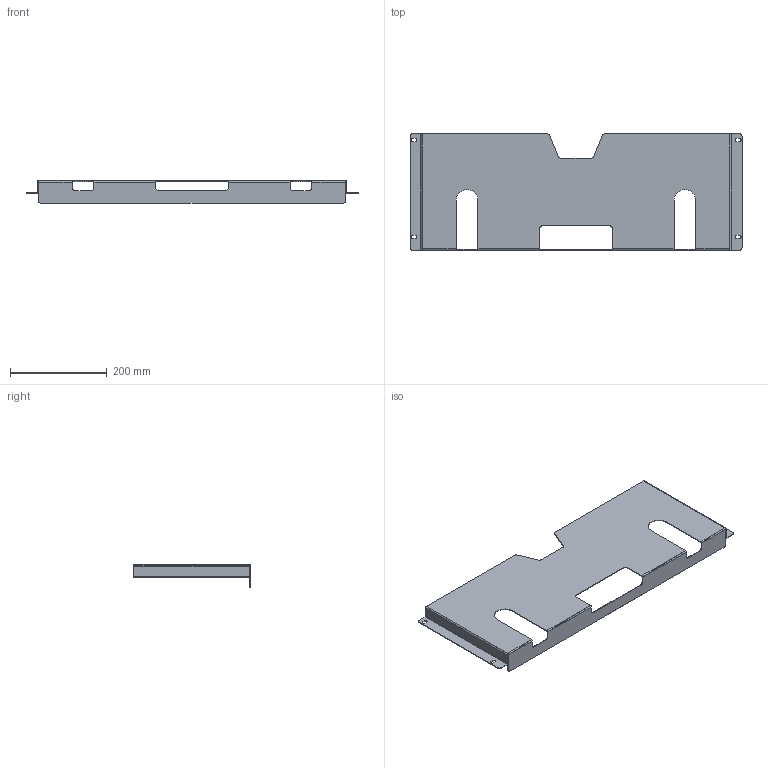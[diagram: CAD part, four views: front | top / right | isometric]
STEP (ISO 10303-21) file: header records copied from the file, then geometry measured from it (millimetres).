
FILE_DESCRIPTION (( 'STEP AP214' ), '1' );
FILE_NAME ('FO-00-PD-080 FORMAT Êàðìàí äëÿ äîêóìåíòàöèè 800ìì IEK.STEP', '2022-05-11T12:43:12', ( '' ), ( '' ), 'SwSTEP 2.0', 'SolidWorks 2017', '' );
FILE_SCHEMA (( 'AUTOMOTIVE_DESIGN' ));
Length unit declared in the file: millimetre
Products named in the file (1): FO-00-PD-080 FORMAT Êàðìàí äëÿ äîêóìåíòàöèè 800ìì IEK
Bounding box: 686 x 240 x 46 mm (x, y, z)
Volume: 264473.4 mm3; surface area: 357647.5 mm2
Topology: 1 solids, 1 shells, 120 faces, 310 edges, 186 vertices
Faces by surface type: plane 72, cylinder 44, bspline 4
Entity records: 4194 total; most frequent: CARTESIAN_POINT 1189, DIRECTION 626, ORIENTED_EDGE 620, EDGE_CURVE 310, LINE 212, VECTOR 212, AXIS2_PLACEMENT_3D 207, VERTEX_POINT 186
